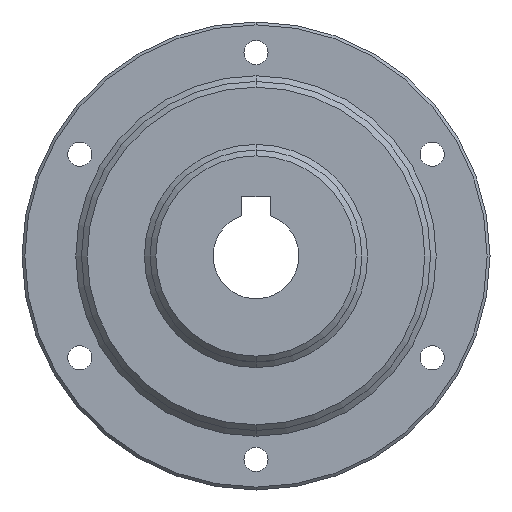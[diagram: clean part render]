
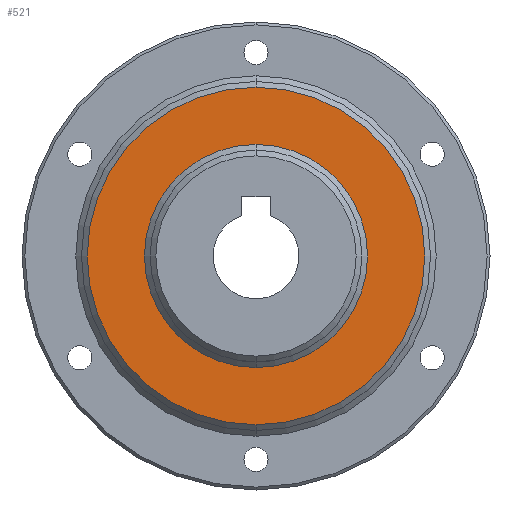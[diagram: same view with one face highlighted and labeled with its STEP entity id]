
A CAD part, front view. The second image highlights one B-rep face of the part: STEP entity #521.
In plain terms, the highlighted planar face has unit normal (0, -1, 0).
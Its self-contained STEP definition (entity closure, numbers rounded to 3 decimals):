
#10 = EDGE_CURVE ( 'NONE', #759, #345, #1371, .T. ) ;
#32 = CARTESIAN_POINT ( 'NONE',  ( 0., 12., 0. ) ) ;
#65 = DIRECTION ( 'NONE',  ( 0., -1., 0. ) ) ;
#102 = CARTESIAN_POINT ( 'NONE',  ( 0., 12., 0. ) ) ;
#105 = CIRCLE ( 'NONE', #1363, 29.5 ) ;
#166 = DIRECTION ( 'NONE',  ( 0., 0., -1. ) ) ;
#311 = EDGE_CURVE ( 'NONE', #345, #759, #1425, .T. ) ;
#314 = EDGE_CURVE ( 'NONE', #653, #1525, #1772, .T. ) ;
#324 = ORIENTED_EDGE ( 'NONE', *, *, #10, .T. ) ;
#345 = VERTEX_POINT ( 'NONE', #750 ) ;
#388 = DIRECTION ( 'NONE',  ( 0., 0., -1. ) ) ;
#399 = ORIENTED_EDGE ( 'NONE', *, *, #1609, .T. ) ;
#444 = AXIS2_PLACEMENT_3D ( 'NONE', #606, #1311, #887 ) ;
#471 = ORIENTED_EDGE ( 'NONE', *, *, #311, .T. ) ;
#476 = CARTESIAN_POINT ( 'NONE',  ( 0., 12., 0. ) ) ;
#521 = ADVANCED_FACE ( 'NONE', ( #789, #1332 ), #650, .T. ) ;
#537 = ORIENTED_EDGE ( 'NONE', *, *, #314, .T. ) ;
#606 = CARTESIAN_POINT ( 'NONE',  ( 0., 12., 0. ) ) ;
#610 = AXIS2_PLACEMENT_3D ( 'NONE', #102, #1386, #388 ) ;
#650 = PLANE ( 'NONE',  #1516 ) ;
#653 = VERTEX_POINT ( 'NONE', #808 ) ;
#750 = CARTESIAN_POINT ( 'NONE',  ( 0., 12., -19.5 ) ) ;
#759 = VERTEX_POINT ( 'NONE', #950 ) ;
#766 = AXIS2_PLACEMENT_3D ( 'NONE', #476, #65, #1439 ) ;
#789 = FACE_BOUND ( 'NONE', #1476, .T. ) ;
#808 = CARTESIAN_POINT ( 'NONE',  ( 0., 12., -29.5 ) ) ;
#870 = DIRECTION ( 'NONE',  ( 0., -1., 0. ) ) ;
#887 = DIRECTION ( 'NONE',  ( 0., 0., -1. ) ) ;
#892 = CARTESIAN_POINT ( 'NONE',  ( -18.5, 12., 0. ) ) ;
#950 = CARTESIAN_POINT ( 'NONE',  ( 0., 12., 19.5 ) ) ;
#1311 = DIRECTION ( 'NONE',  ( 0., 1., 0. ) ) ;
#1332 = FACE_OUTER_BOUND ( 'NONE', #1649, .T. ) ;
#1363 = AXIS2_PLACEMENT_3D ( 'NONE', #32, #870, #166 ) ;
#1371 = CIRCLE ( 'NONE', #610, 19.5 ) ;
#1386 = DIRECTION ( 'NONE',  ( 0., 1., 0. ) ) ;
#1417 = CARTESIAN_POINT ( 'NONE',  ( 0., 12., 29.5 ) ) ;
#1425 = CIRCLE ( 'NONE', #444, 19.5 ) ;
#1439 = DIRECTION ( 'NONE',  ( 0., 0., -1. ) ) ;
#1476 = EDGE_LOOP ( 'NONE', ( #324, #471 ) ) ;
#1516 = AXIS2_PLACEMENT_3D ( 'NONE', #892, #1591, #1728 ) ;
#1525 = VERTEX_POINT ( 'NONE', #1417 ) ;
#1591 = DIRECTION ( 'NONE',  ( 0., -1., 0. ) ) ;
#1609 = EDGE_CURVE ( 'NONE', #1525, #653, #105, .T. ) ;
#1649 = EDGE_LOOP ( 'NONE', ( #399, #537 ) ) ;
#1728 = DIRECTION ( 'NONE',  ( 0., 0., -1. ) ) ;
#1772 = CIRCLE ( 'NONE', #766, 29.5 ) ;
